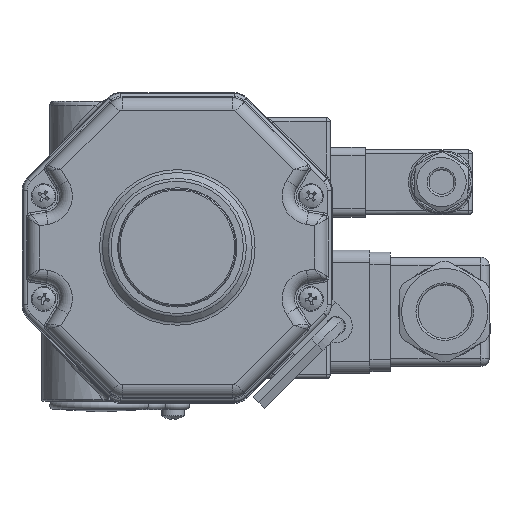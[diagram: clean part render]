
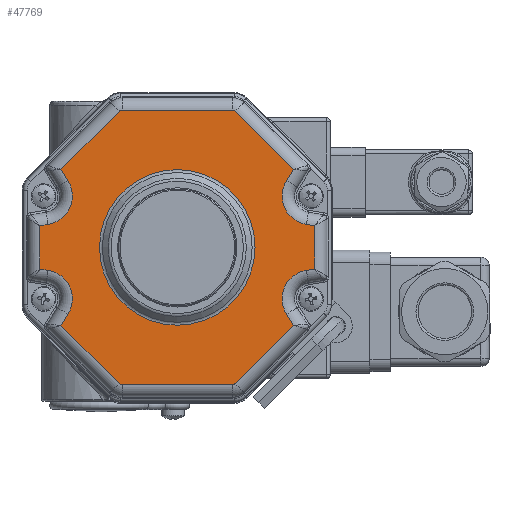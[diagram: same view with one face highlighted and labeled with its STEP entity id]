
A CAD part, top view. The second image highlights one B-rep face of the part: STEP entity #47769.
In plain terms, the highlighted face is planar.
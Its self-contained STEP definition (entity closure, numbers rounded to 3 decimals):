
#2606=LINE('',#84036,#4929);
#2609=LINE('',#84043,#4932);
#2610=LINE('',#84054,#4933);
#2613=LINE('',#84078,#4936);
#2614=LINE('',#84162,#4937);
#2617=LINE('',#84183,#4940);
#2618=LINE('',#84300,#4941);
#2621=LINE('',#84307,#4944);
#2622=LINE('',#84332,#4945);
#2625=LINE('',#84356,#4948);
#2626=LINE('',#84487,#4949);
#2629=LINE('',#84494,#4952);
#2630=LINE('',#84564,#4953);
#2633=LINE('',#84571,#4956);
#2634=LINE('',#84602,#4957);
#2637=LINE('',#84622,#4960);
#4929=VECTOR('',#62898,1000.);
#4932=VECTOR('',#62905,1000.);
#4933=VECTOR('',#62918,1000.);
#4936=VECTOR('',#62925,1000.);
#4937=VECTOR('',#62938,1000.);
#4940=VECTOR('',#62943,1000.);
#4941=VECTOR('',#62952,1000.);
#4944=VECTOR('',#62959,1000.);
#4945=VECTOR('',#62970,1000.);
#4948=VECTOR('',#62977,1000.);
#4949=VECTOR('',#62984,1000.);
#4952=VECTOR('',#62991,1000.);
#4953=VECTOR('',#63006,1000.);
#4956=VECTOR('',#63013,1000.);
#4957=VECTOR('',#63032,1000.);
#4960=VECTOR('',#63037,1000.);
#6600=PLANE('',#52407);
#16200=ORIENTED_EDGE('',*,*,#22674,.T.);
#16201=ORIENTED_EDGE('',*,*,#22853,.T.);
#16202=ORIENTED_EDGE('',*,*,#22664,.T.);
#16203=ORIENTED_EDGE('',*,*,#22660,.T.);
#16204=ORIENTED_EDGE('',*,*,#22666,.T.);
#16205=ORIENTED_EDGE('',*,*,#22669,.T.);
#16206=ORIENTED_EDGE('',*,*,#22676,.T.);
#16207=ORIENTED_EDGE('',*,*,#22681,.T.);
#16208=ORIENTED_EDGE('',*,*,#22691,.T.);
#16209=ORIENTED_EDGE('',*,*,#22697,.T.);
#16210=ORIENTED_EDGE('',*,*,#22700,.T.);
#16211=ORIENTED_EDGE('',*,*,#22711,.T.);
#16212=ORIENTED_EDGE('',*,*,#22722,.T.);
#16213=ORIENTED_EDGE('',*,*,#22728,.T.);
#16214=ORIENTED_EDGE('',*,*,#22734,.T.);
#16215=ORIENTED_EDGE('',*,*,#22738,.T.);
#16216=ORIENTED_EDGE('',*,*,#22732,.T.);
#16217=ORIENTED_EDGE('',*,*,#22726,.T.);
#16218=ORIENTED_EDGE('',*,*,#22720,.T.);
#16219=ORIENTED_EDGE('',*,*,#22715,.T.);
#16220=ORIENTED_EDGE('',*,*,#22705,.T.);
#16221=ORIENTED_EDGE('',*,*,#22854,.T.);
#16222=ORIENTED_EDGE('',*,*,#22695,.T.);
#16223=ORIENTED_EDGE('',*,*,#22685,.T.);
#16224=ORIENTED_EDGE('',*,*,#22855,.T.);
#22660=EDGE_CURVE('',#26602,#26604,#2606,.T.);
#22664=EDGE_CURVE('',#26605,#26602,#2609,.T.);
#22666=EDGE_CURVE('',#26604,#26608,#29403,.T.);
#22669=EDGE_CURVE('',#26608,#26610,#2610,.T.);
#22674=EDGE_CURVE('',#26611,#26614,#2613,.T.);
#22676=EDGE_CURVE('',#26610,#26616,#29408,.T.);
#22681=EDGE_CURVE('',#26616,#26619,#2614,.T.);
#22685=EDGE_CURVE('',#26620,#26611,#2617,.T.);
#22691=EDGE_CURVE('',#26619,#26625,#2618,.T.);
#22695=EDGE_CURVE('',#26626,#26620,#2621,.T.);
#22697=EDGE_CURVE('',#26625,#26629,#29416,.T.);
#22700=EDGE_CURVE('',#26629,#26631,#2622,.T.);
#22705=EDGE_CURVE('',#26632,#26635,#2625,.T.);
#22711=EDGE_CURVE('',#26631,#26639,#2626,.T.);
#22715=EDGE_CURVE('',#26640,#26632,#2629,.T.);
#22720=EDGE_CURVE('',#26643,#26640,#29425,.T.);
#22722=EDGE_CURVE('',#26639,#26646,#2630,.T.);
#22726=EDGE_CURVE('',#26647,#26643,#2633,.T.);
#22728=EDGE_CURVE('',#26646,#26650,#29429,.T.);
#22732=EDGE_CURVE('',#26651,#26647,#29433,.T.);
#22734=EDGE_CURVE('',#26650,#26654,#2634,.T.);
#22738=EDGE_CURVE('',#26654,#26651,#2637,.T.);
#22853=EDGE_CURVE('',#26614,#26605,#29468,.T.);
#22854=EDGE_CURVE('',#26635,#26626,#29469,.T.);
#22855=EDGE_CURVE('',#26718,#26718,#29470,.T.);
#26602=VERTEX_POINT('',#84016);
#26604=VERTEX_POINT('',#84035);
#26605=VERTEX_POINT('',#84040);
#26608=VERTEX_POINT('',#84047);
#26610=VERTEX_POINT('',#84053);
#26611=VERTEX_POINT('',#84072);
#26614=VERTEX_POINT('',#84077);
#26616=VERTEX_POINT('',#84082);
#26619=VERTEX_POINT('',#84161);
#26620=VERTEX_POINT('',#84180);
#26625=VERTEX_POINT('',#84299);
#26626=VERTEX_POINT('',#84304);
#26629=VERTEX_POINT('',#84311);
#26631=VERTEX_POINT('',#84331);
#26632=VERTEX_POINT('',#84350);
#26635=VERTEX_POINT('',#84355);
#26639=VERTEX_POINT('',#84486);
#26640=VERTEX_POINT('',#84491);
#26643=VERTEX_POINT('',#84556);
#26646=VERTEX_POINT('',#84563);
#26647=VERTEX_POINT('',#84568);
#26650=VERTEX_POINT('',#84575);
#26651=VERTEX_POINT('',#84580);
#26654=VERTEX_POINT('',#84601);
#26718=VERTEX_POINT('',#84888);
#29403=CIRCLE('',#52274,1.);
#29408=CIRCLE('',#52282,1.);
#29416=CIRCLE('',#52295,7.);
#29425=CIRCLE('',#52309,1.);
#29429=CIRCLE('',#52316,7.);
#29433=CIRCLE('',#52321,1.);
#29468=CIRCLE('',#52408,7.);
#29469=CIRCLE('',#52409,7.);
#29470=CIRCLE('',#52410,18.914);
#32253=EDGE_LOOP('',(#16200,#16201,#16202,#16203,#16204,#16205,#16206,#16207,
#16208,#16209,#16210,#16211,#16212,#16213,#16214,#16215,#16216,#16217,#16218,
#16219,#16220,#16221,#16222,#16223));
#32254=EDGE_LOOP('',(#16224));
#35265=FACE_BOUND('',#32253,.T.);
#35266=FACE_BOUND('',#32254,.T.);
#47769=ADVANCED_FACE('',(#35265,#35266),#6600,.T.);
#52274=AXIS2_PLACEMENT_3D('',#84048,#62910,#62911);
#52282=AXIS2_PLACEMENT_3D('',#84083,#62930,#62931);
#52295=AXIS2_PLACEMENT_3D('',#84312,#62964,#62965);
#52309=AXIS2_PLACEMENT_3D('',#84559,#63000,#63001);
#52316=AXIS2_PLACEMENT_3D('',#84576,#63018,#63019);
#52321=AXIS2_PLACEMENT_3D('',#84583,#63028,#63029);
#52407=AXIS2_PLACEMENT_3D('',#84884,#63284,#63285);
#52408=AXIS2_PLACEMENT_3D('',#84885,#63286,#63287);
#52409=AXIS2_PLACEMENT_3D('',#84886,#63288,#63289);
#52410=AXIS2_PLACEMENT_3D('',#84887,#63290,#63291);
#62898=DIRECTION('',(-0.707,0.,0.707));
#62905=DIRECTION('',(-0.844,0.,-0.536));
#62910=DIRECTION('',(0.,1.,0.));
#62911=DIRECTION('',(0.,0.,1.));
#62918=DIRECTION('',(0.,0.,1.));
#62925=DIRECTION('',(-0.156,0.,0.988));
#62930=DIRECTION('',(0.,1.,0.));
#62931=DIRECTION('',(0.,0.,1.));
#62938=DIRECTION('',(0.707,0.,0.707));
#62943=DIRECTION('',(-1.,0.,0.));
#62952=DIRECTION('',(0.844,0.,-0.536));
#62959=DIRECTION('',(-0.156,0.,-0.988));
#62964=DIRECTION('',(0.,-1.,0.));
#62965=DIRECTION('',(0.,0.,1.));
#62970=DIRECTION('',(0.156,0.,0.988));
#62977=DIRECTION('',(-0.844,0.,0.536));
#62984=DIRECTION('',(1.,0.,0.));
#62991=DIRECTION('',(-0.707,0.,-0.707));
#63000=DIRECTION('',(0.,1.,0.));
#63001=DIRECTION('',(0.,0.,1.));
#63006=DIRECTION('',(0.156,0.,-0.988));
#63013=DIRECTION('',(0.,0.,-1.));
#63018=DIRECTION('',(0.,-1.,0.));
#63019=DIRECTION('',(0.,0.,1.));
#63028=DIRECTION('',(0.,1.,0.));
#63029=DIRECTION('',(0.,0.,1.));
#63032=DIRECTION('',(0.844,0.,0.536));
#63037=DIRECTION('',(0.707,0.,-0.707));
#63284=DIRECTION('',(0.,1.,0.));
#63285=DIRECTION('',(0.,0.,1.));
#63286=DIRECTION('',(0.,-1.,0.));
#63287=DIRECTION('',(0.,0.,1.));
#63288=DIRECTION('',(0.,-1.,0.));
#63289=DIRECTION('',(0.,0.,1.));
#63290=DIRECTION('',(0.,-1.,0.));
#63291=DIRECTION('',(0.,0.,1.));
#84016=CARTESIAN_POINT('',(-18.939,26.,-28.296));
#84035=CARTESIAN_POINT('',(-33.107,26.,-14.128));
#84036=CARTESIAN_POINT('',(-33.107,26.,-14.128));
#84040=CARTESIAN_POINT('',(-16.251,26.,-26.59));
#84043=CARTESIAN_POINT('',(-20.292,26.,-29.154));
#84047=CARTESIAN_POINT('',(-33.4,26.,-13.421));
#84048=CARTESIAN_POINT('',(-32.4,26.,-13.421));
#84053=CARTESIAN_POINT('',(-33.4,26.,13.421));
#84054=CARTESIAN_POINT('',(-33.4,26.,13.421));
#84072=CARTESIAN_POINT('',(-5.27,26.,-33.4));
#84077=CARTESIAN_POINT('',(-5.586,26.,-31.405));
#84078=CARTESIAN_POINT('',(-10.302,26.,-1.632));
#84082=CARTESIAN_POINT('',(-33.107,26.,14.128));
#84083=CARTESIAN_POINT('',(-32.4,26.,13.421));
#84161=CARTESIAN_POINT('',(-18.939,26.,28.296));
#84162=CARTESIAN_POINT('',(-17.806,26.,29.429));
#84180=CARTESIAN_POINT('',(5.27,26.,-33.4));
#84183=CARTESIAN_POINT('',(-6.978,26.,-33.4));
#84299=CARTESIAN_POINT('',(-16.251,26.,26.59));
#84300=CARTESIAN_POINT('',(7.364,26.,11.603));
#84304=CARTESIAN_POINT('',(5.586,26.,-31.405));
#84307=CARTESIAN_POINT('',(5.003,26.,-35.087));
#84311=CARTESIAN_POINT('',(-5.586,26.,31.405));
#84312=CARTESIAN_POINT('',(-12.5,26.,32.5));
#84331=CARTESIAN_POINT('',(-5.27,26.,33.4));
#84332=CARTESIAN_POINT('',(-5.003,26.,35.087));
#84350=CARTESIAN_POINT('',(18.939,26.,-28.296));
#84355=CARTESIAN_POINT('',(16.251,26.,-26.59));
#84356=CARTESIAN_POINT('',(-7.364,26.,-11.603));
#84486=CARTESIAN_POINT('',(5.27,26.,33.4));
#84487=CARTESIAN_POINT('',(6.978,26.,33.4));
#84491=CARTESIAN_POINT('',(33.107,26.,-14.128));
#84494=CARTESIAN_POINT('',(17.806,26.,-29.429));
#84556=CARTESIAN_POINT('',(33.4,26.,-13.421));
#84559=CARTESIAN_POINT('',(32.4,26.,-13.421));
#84563=CARTESIAN_POINT('',(5.586,26.,31.405));
#84564=CARTESIAN_POINT('',(10.302,26.,1.632));
#84568=CARTESIAN_POINT('',(33.4,26.,13.421));
#84571=CARTESIAN_POINT('',(33.4,26.,-13.421));
#84575=CARTESIAN_POINT('',(16.251,26.,26.59));
#84576=CARTESIAN_POINT('',(12.5,26.,32.5));
#84580=CARTESIAN_POINT('',(33.107,26.,14.128));
#84583=CARTESIAN_POINT('',(32.4,26.,13.421));
#84601=CARTESIAN_POINT('',(18.939,26.,28.296));
#84602=CARTESIAN_POINT('',(20.292,26.,29.154));
#84622=CARTESIAN_POINT('',(33.107,26.,14.128));
#84884=CARTESIAN_POINT('',(0.,26.,0.));
#84885=CARTESIAN_POINT('',(-12.5,26.,-32.5));
#84886=CARTESIAN_POINT('',(12.5,26.,-32.5));
#84887=CARTESIAN_POINT('',(0.,26.,0.));
#84888=CARTESIAN_POINT('',(0.,26.,18.914));
